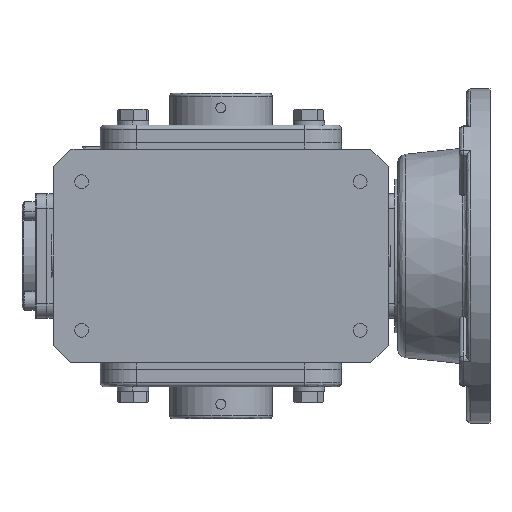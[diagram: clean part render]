
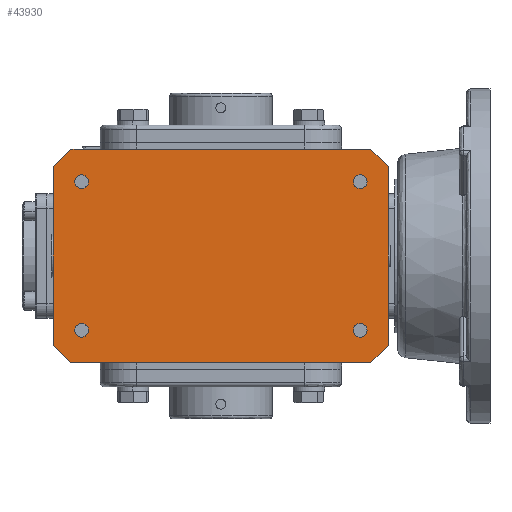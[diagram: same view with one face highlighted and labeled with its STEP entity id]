
A CAD part, front view. The second image highlights one B-rep face of the part: STEP entity #43930.
In plain terms, the highlighted planar face has unit normal (0, -1, 0).
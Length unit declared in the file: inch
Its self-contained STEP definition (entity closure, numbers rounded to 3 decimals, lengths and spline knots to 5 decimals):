
#289 = VERTEX_POINT ( 'NONE', #11163 ) ;
#423 = FACE_OUTER_BOUND ( 'NONE', #18552, .T. ) ;
#536 = VERTEX_POINT ( 'NONE', #22801 ) ;
#894 = CARTESIAN_POINT ( 'NONE',  ( -4.50787, -3.5, -2.40157 ) ) ;
#1076 = DIRECTION ( 'NONE',  ( 0., -1., 0. ) ) ;
#1699 = ORIENTED_EDGE ( 'NONE', *, *, #42622, .T. ) ;
#2233 = AXIS2_PLACEMENT_3D ( 'NONE', #44038, #23169, #2402 ) ;
#2321 = CARTESIAN_POINT ( 'NONE',  ( -3.75, -3.5, 2.184 ) ) ;
#2338 = EDGE_CURVE ( 'NONE', #536, #10132, #28928, .T. ) ;
#2402 = DIRECTION ( 'NONE',  ( 0., 0., -1. ) ) ;
#2842 = ORIENTED_EDGE ( 'NONE', *, *, #25217, .T. ) ;
#3029 = VERTEX_POINT ( 'NONE', #10122 ) ;
#4450 = DIRECTION ( 'NONE',  ( 0., 0., -1. ) ) ;
#4563 = VERTEX_POINT ( 'NONE', #22279 ) ;
#4751 = CARTESIAN_POINT ( 'NONE',  ( 3.75, -3.5, 2. ) ) ;
#4753 = CARTESIAN_POINT ( 'NONE',  ( -4.50787, -3.5, -2.87402 ) ) ;
#5176 = AXIS2_PLACEMENT_3D ( 'NONE', #8067, #1076, #29029 ) ;
#5572 = DIRECTION ( 'NONE',  ( 0.707, 0., 0.707 ) ) ;
#6028 = DIRECTION ( 'NONE',  ( 0., 0., -1. ) ) ;
#6569 = DIRECTION ( 'NONE',  ( 0.707, 0., -0.707 ) ) ;
#7042 = CARTESIAN_POINT ( 'NONE',  ( -4.03543, -3.5, -2.87402 ) ) ;
#7215 = ORIENTED_EDGE ( 'NONE', *, *, #18624, .F. ) ;
#7429 = LINE ( 'NONE', #43729, #43342 ) ;
#8067 = CARTESIAN_POINT ( 'NONE',  ( -4.50787, -3.5, 3.12992 ) ) ;
#8254 = VERTEX_POINT ( 'NONE', #25796 ) ;
#9144 = AXIS2_PLACEMENT_3D ( 'NONE', #42532, #29144, #14992 ) ;
#9502 = ORIENTED_EDGE ( 'NONE', *, *, #35306, .T. ) ;
#10122 = CARTESIAN_POINT ( 'NONE',  ( -3.75, -3.5, -1.816 ) ) ;
#10132 = VERTEX_POINT ( 'NONE', #31411 ) ;
#10681 = DIRECTION ( 'NONE',  ( 0., 0., -1. ) ) ;
#10801 = VERTEX_POINT ( 'NONE', #2321 ) ;
#10958 = LINE ( 'NONE', #26457, #38209 ) ;
#11163 = CARTESIAN_POINT ( 'NONE',  ( 3.75, -3.5, 1.816 ) ) ;
#11675 = CARTESIAN_POINT ( 'NONE',  ( -4.50787, -3.5, 2.40157 ) ) ;
#12013 = EDGE_CURVE ( 'NONE', #33726, #36142, #30755, .T. ) ;
#12464 = ORIENTED_EDGE ( 'NONE', *, *, #2338, .T. ) ;
#12509 = AXIS2_PLACEMENT_3D ( 'NONE', #25940, #15411, #6028 ) ;
#12826 = EDGE_CURVE ( 'NONE', #21911, #10801, #39914, .T. ) ;
#12895 = DIRECTION ( 'NONE',  ( 0., 0., -1. ) ) ;
#13130 = VECTOR ( 'NONE', #16685, 39.37008 ) ;
#13377 = CARTESIAN_POINT ( 'NONE',  ( 4.03543, -3.5, 2.87402 ) ) ;
#13704 = CARTESIAN_POINT ( 'NONE',  ( 4.50787, -3.5, 2.87402 ) ) ;
#13849 = ORIENTED_EDGE ( 'NONE', *, *, #18757, .T. ) ;
#14100 = DIRECTION ( 'NONE',  ( 0.707, 0., -0.707 ) ) ;
#14316 = DIRECTION ( 'NONE',  ( 0., 0., 1. ) ) ;
#14992 = DIRECTION ( 'NONE',  ( 0., 0., -1. ) ) ;
#15049 = DIRECTION ( 'NONE',  ( 0., 1., 0. ) ) ;
#15411 = DIRECTION ( 'NONE',  ( 0., 1., 0. ) ) ;
#15865 = EDGE_CURVE ( 'NONE', #39984, #22453, #17462, .T. ) ;
#16065 = EDGE_LOOP ( 'NONE', ( #38354, #2842 ) ) ;
#16554 = VECTOR ( 'NONE', #6569, 39.37008 ) ;
#16685 = DIRECTION ( 'NONE',  ( 1., 0., 0. ) ) ;
#16783 = ORIENTED_EDGE ( 'NONE', *, *, #35560, .F. ) ;
#17141 = EDGE_CURVE ( 'NONE', #4563, #3029, #45100, .T. ) ;
#17404 = EDGE_CURVE ( 'NONE', #36142, #26363, #24410, .T. ) ;
#17462 = LINE ( 'NONE', #13704, #31607 ) ;
#18552 = EDGE_LOOP ( 'NONE', ( #33160, #22368, #9502, #27894, #36593, #7215, #16783, #44380 ) ) ;
#18624 = EDGE_CURVE ( 'NONE', #19181, #22453, #30700, .T. ) ;
#18757 = EDGE_CURVE ( 'NONE', #10801, #21911, #43784, .T. ) ;
#18786 = AXIS2_PLACEMENT_3D ( 'NONE', #4751, #15049, #4450 ) ;
#19181 = VERTEX_POINT ( 'NONE', #43519 ) ;
#19492 = DIRECTION ( 'NONE',  ( 0., 1., 0. ) ) ;
#20086 = AXIS2_PLACEMENT_3D ( 'NONE', #44665, #44226, #12895 ) ;
#20166 = CARTESIAN_POINT ( 'NONE',  ( -3.75, -3.5, -2. ) ) ;
#20215 = EDGE_LOOP ( 'NONE', ( #1699, #12464 ) ) ;
#21479 = CIRCLE ( 'NONE', #18786, 0.184 ) ;
#21693 = PLANE ( 'NONE',  #5176 ) ;
#21802 = CARTESIAN_POINT ( 'NONE',  ( 3.75, -3.5, -2. ) ) ;
#21911 = VERTEX_POINT ( 'NONE', #30412 ) ;
#22279 = CARTESIAN_POINT ( 'NONE',  ( -3.75, -3.5, -2.184 ) ) ;
#22368 = ORIENTED_EDGE ( 'NONE', *, *, #17404, .T. ) ;
#22383 = EDGE_CURVE ( 'NONE', #289, #27974, #21479, .T. ) ;
#22453 = VERTEX_POINT ( 'NONE', #39704 ) ;
#22469 = EDGE_LOOP ( 'NONE', ( #34501, #13849 ) ) ;
#22801 = CARTESIAN_POINT ( 'NONE',  ( 3.75, -3.5, -1.816 ) ) ;
#22881 = EDGE_LOOP ( 'NONE', ( #29047, #24986 ) ) ;
#22950 = VECTOR ( 'NONE', #32557, 39.37008 ) ;
#23169 = DIRECTION ( 'NONE',  ( 0., 1., 0. ) ) ;
#23670 = DIRECTION ( 'NONE',  ( 0., 0., -1. ) ) ;
#24364 = FACE_BOUND ( 'NONE', #22881, .T. ) ;
#24410 = LINE ( 'NONE', #894, #27115 ) ;
#24986 = ORIENTED_EDGE ( 'NONE', *, *, #39494, .T. ) ;
#25217 = EDGE_CURVE ( 'NONE', #3029, #4563, #31098, .T. ) ;
#25488 = FACE_BOUND ( 'NONE', #22469, .T. ) ;
#25796 = CARTESIAN_POINT ( 'NONE',  ( 4.03543, -3.5, -2.87402 ) ) ;
#25940 = CARTESIAN_POINT ( 'NONE',  ( -3.75, -3.5, 2. ) ) ;
#26340 = CARTESIAN_POINT ( 'NONE',  ( 4.50787, -3.5, -2.40157 ) ) ;
#26363 = VERTEX_POINT ( 'NONE', #7042 ) ;
#26457 = CARTESIAN_POINT ( 'NONE',  ( 4.50787, -3.5, -2.40157 ) ) ;
#27115 = VECTOR ( 'NONE', #14100, 39.37008 ) ;
#27838 = CARTESIAN_POINT ( 'NONE',  ( -4.50787, -3.5, 2.87402 ) ) ;
#27894 = ORIENTED_EDGE ( 'NONE', *, *, #35428, .T. ) ;
#27974 = VERTEX_POINT ( 'NONE', #37177 ) ;
#28928 = CIRCLE ( 'NONE', #42691, 0.184 ) ;
#29029 = DIRECTION ( 'NONE',  ( 0., 0., -1. ) ) ;
#29047 = ORIENTED_EDGE ( 'NONE', *, *, #22383, .T. ) ;
#29144 = DIRECTION ( 'NONE',  ( 0., 1., 0. ) ) ;
#29295 = DIRECTION ( 'NONE',  ( 0., 0., -1. ) ) ;
#29787 = DIRECTION ( 'NONE',  ( 0.707, 0., 0.707 ) ) ;
#30412 = CARTESIAN_POINT ( 'NONE',  ( -3.75, -3.5, 1.816 ) ) ;
#30700 = LINE ( 'NONE', #13377, #16554 ) ;
#30755 = LINE ( 'NONE', #27838, #34560 ) ;
#31098 = CIRCLE ( 'NONE', #33525, 0.184 ) ;
#31411 = CARTESIAN_POINT ( 'NONE',  ( 3.75, -3.5, -2.184 ) ) ;
#31607 = VECTOR ( 'NONE', #14316, 39.37008 ) ;
#32250 = LINE ( 'NONE', #4753, #22950 ) ;
#32557 = DIRECTION ( 'NONE',  ( 1., 0., 0. ) ) ;
#33113 = CIRCLE ( 'NONE', #20086, 0.184 ) ;
#33160 = ORIENTED_EDGE ( 'NONE', *, *, #12013, .T. ) ;
#33525 = AXIS2_PLACEMENT_3D ( 'NONE', #40370, #19492, #43857 ) ;
#33726 = VERTEX_POINT ( 'NONE', #11675 ) ;
#34501 = ORIENTED_EDGE ( 'NONE', *, *, #12826, .T. ) ;
#34560 = VECTOR ( 'NONE', #10681, 39.37008 ) ;
#35306 = EDGE_CURVE ( 'NONE', #26363, #8254, #32250, .T. ) ;
#35428 = EDGE_CURVE ( 'NONE', #8254, #39984, #10958, .T. ) ;
#35560 = EDGE_CURVE ( 'NONE', #41475, #19181, #41982, .T. ) ;
#36142 = VERTEX_POINT ( 'NONE', #38043 ) ;
#36593 = ORIENTED_EDGE ( 'NONE', *, *, #15865, .T. ) ;
#37177 = CARTESIAN_POINT ( 'NONE',  ( 3.75, -3.5, 2.184 ) ) ;
#37454 = FACE_BOUND ( 'NONE', #20215, .T. ) ;
#37764 = CARTESIAN_POINT ( 'NONE',  ( -4.03543, -3.5, 2.87402 ) ) ;
#38043 = CARTESIAN_POINT ( 'NONE',  ( -4.50787, -3.5, -2.40157 ) ) ;
#38209 = VECTOR ( 'NONE', #29787, 39.37008 ) ;
#38354 = ORIENTED_EDGE ( 'NONE', *, *, #17141, .T. ) ;
#38769 = CIRCLE ( 'NONE', #2233, 0.184 ) ;
#39494 = EDGE_CURVE ( 'NONE', #27974, #289, #33113, .T. ) ;
#39501 = DIRECTION ( 'NONE',  ( 0., 1., 0. ) ) ;
#39638 = FACE_BOUND ( 'NONE', #16065, .T. ) ;
#39704 = CARTESIAN_POINT ( 'NONE',  ( 4.50787, -3.5, 2.40157 ) ) ;
#39914 = CIRCLE ( 'NONE', #9144, 0.184 ) ;
#39984 = VERTEX_POINT ( 'NONE', #26340 ) ;
#40370 = CARTESIAN_POINT ( 'NONE',  ( -3.75, -3.5, -2. ) ) ;
#41475 = VERTEX_POINT ( 'NONE', #37764 ) ;
#41982 = LINE ( 'NONE', #44232, #13130 ) ;
#42532 = CARTESIAN_POINT ( 'NONE',  ( -3.75, -3.5, 2. ) ) ;
#42622 = EDGE_CURVE ( 'NONE', #10132, #536, #38769, .T. ) ;
#42691 = AXIS2_PLACEMENT_3D ( 'NONE', #21802, #39501, #29295 ) ;
#43342 = VECTOR ( 'NONE', #5572, 39.37008 ) ;
#43519 = CARTESIAN_POINT ( 'NONE',  ( 4.03543, -3.5, 2.87402 ) ) ;
#43729 = CARTESIAN_POINT ( 'NONE',  ( -4.03543, -3.5, 2.87402 ) ) ;
#43784 = CIRCLE ( 'NONE', #12509, 0.184 ) ;
#43857 = DIRECTION ( 'NONE',  ( 0., 0., -1. ) ) ;
#43930 = ADVANCED_FACE ( 'NONE', ( #423, #39638, #25488, #24364, #37454 ), #21693, .T. ) ;
#44038 = CARTESIAN_POINT ( 'NONE',  ( 3.75, -3.5, -2. ) ) ;
#44226 = DIRECTION ( 'NONE',  ( 0., 1., 0. ) ) ;
#44232 = CARTESIAN_POINT ( 'NONE',  ( -4.50787, -3.5, 2.87402 ) ) ;
#44380 = ORIENTED_EDGE ( 'NONE', *, *, #44462, .F. ) ;
#44462 = EDGE_CURVE ( 'NONE', #33726, #41475, #7429, .T. ) ;
#44502 = AXIS2_PLACEMENT_3D ( 'NONE', #20166, #44530, #23670 ) ;
#44530 = DIRECTION ( 'NONE',  ( 0., 1., 0. ) ) ;
#44665 = CARTESIAN_POINT ( 'NONE',  ( 3.75, -3.5, 2. ) ) ;
#45100 = CIRCLE ( 'NONE', #44502, 0.184 ) ;
